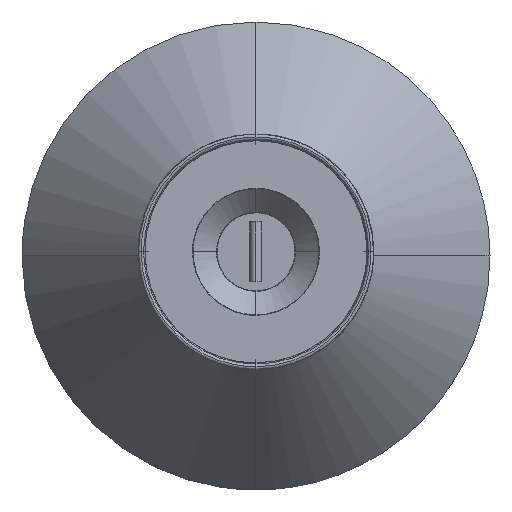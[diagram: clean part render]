
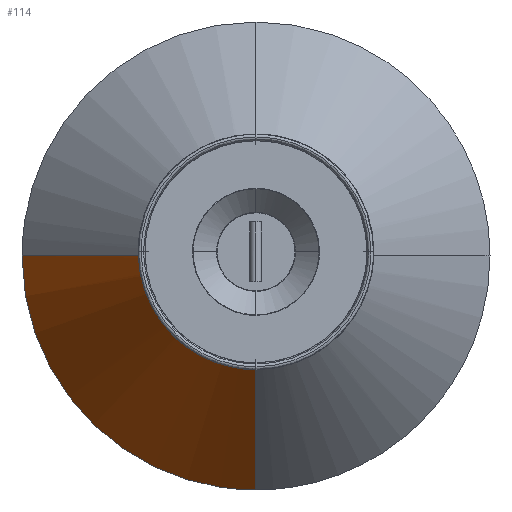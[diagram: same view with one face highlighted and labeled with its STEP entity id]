
A CAD part, top view. The second image highlights one B-rep face of the part: STEP entity #114.
In plain terms, the highlighted free-form (B-spline) face has degree [2, 1] with [3, 2] control points.
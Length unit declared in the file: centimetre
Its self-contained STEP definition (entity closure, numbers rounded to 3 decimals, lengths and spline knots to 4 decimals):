
#114=ADVANCED_FACE($,(#204),#1034,.T.);
#204=FACE_OUTER_BOUND($,#296,.T.);
#296=EDGE_LOOP($,(#646,#647,#648,#649));
#646=ORIENTED_EDGE($,*,*,#842,.T.);
#647=ORIENTED_EDGE($,*,*,#845,.T.);
#648=ORIENTED_EDGE($,*,*,#843,.T.);
#649=ORIENTED_EDGE($,*,*,#844,.T.);
#842=EDGE_CURVE($,#958,#959,#1192,.T.);
#843=EDGE_CURVE($,#960,#961,#1193,.T.);
#844=EDGE_CURVE($,#961,#958,#1194,.T.);
#845=EDGE_CURVE($,#959,#960,#1195,.T.);
#958=VERTEX_POINT($,#3356);
#959=VERTEX_POINT($,#3357);
#960=VERTEX_POINT($,#3358);
#961=VERTEX_POINT($,#3359);
#1034=(
BOUNDED_SURFACE()
B_SPLINE_SURFACE(2,1,((#3330,#3331),(#3332,#3333),(#3334,#3335)),.UNSPECIFIED.,
.F.,.F.,.F.)
B_SPLINE_SURFACE_WITH_KNOTS((3,3),(2,2),(326.4806,489.7208),
(50.,325.),.UNSPECIFIED.)
GEOMETRIC_REPRESENTATION_ITEM()
RATIONAL_B_SPLINE_SURFACE(((1.,1.),(0.707,0.707),
(1.,1.)))
REPRESENTATION_ITEM($)
SURFACE()
);
#1192=(
BOUNDED_CURVE()
B_SPLINE_CURVE(2,(#3164,#3165,#3166),.UNSPECIFIED.,.F.,.F.)
B_SPLINE_CURVE_WITH_KNOTS((3,3),(306.3053,612.6106),.UNSPECIFIED.)
CURVE()
GEOMETRIC_REPRESENTATION_ITEM()
RATIONAL_B_SPLINE_CURVE((1.,0.707,1.))
REPRESENTATION_ITEM($)
);
#1193=(
BOUNDED_CURVE()
B_SPLINE_CURVE(2,(#3167,#3168,#3169),.UNSPECIFIED.,.F.,.F.)
B_SPLINE_CURVE_WITH_KNOTS((3,3),(0.,47.1239),.UNSPECIFIED.)
CURVE()
GEOMETRIC_REPRESENTATION_ITEM()
RATIONAL_B_SPLINE_CURVE((1.,0.707,1.))
REPRESENTATION_ITEM($)
);
#1194=(
BOUNDED_CURVE()
B_SPLINE_CURVE(1,(#3170,#3171),.UNSPECIFIED.,.F.,.F.)
B_SPLINE_CURVE_WITH_KNOTS((2,2),(50.,325.),.UNSPECIFIED.)
CURVE()
GEOMETRIC_REPRESENTATION_ITEM()
RATIONAL_B_SPLINE_CURVE((1.,1.))
REPRESENTATION_ITEM($)
);
#1195=(
BOUNDED_CURVE()
B_SPLINE_CURVE(1,(#3172,#3173),.UNSPECIFIED.,.F.,.F.)
B_SPLINE_CURVE_WITH_KNOTS((2,2),(-325.,-50.),.UNSPECIFIED.)
CURVE()
GEOMETRIC_REPRESENTATION_ITEM()
RATIONAL_B_SPLINE_CURVE((1.,1.))
REPRESENTATION_ITEM($)
);
#3164=CARTESIAN_POINT($,(-195.,0.,0.));
#3165=CARTESIAN_POINT($,(-195.,-195.,0.));
#3166=CARTESIAN_POINT($,(0.,-195.,0.));
#3167=CARTESIAN_POINT($,(0.,-30.,220.));
#3168=CARTESIAN_POINT($,(-30.,-30.,220.));
#3169=CARTESIAN_POINT($,(-30.,0.,220.));
#3170=CARTESIAN_POINT($,(-30.,0.,220.));
#3171=CARTESIAN_POINT($,(-195.,0.,0.));
#3172=CARTESIAN_POINT($,(0.,-195.,0.));
#3173=CARTESIAN_POINT($,(0.,-30.,220.));
#3330=CARTESIAN_POINT($,(0.,-30.,220.));
#3331=CARTESIAN_POINT($,(0.,-195.,0.));
#3332=CARTESIAN_POINT($,(-30.,-30.,220.));
#3333=CARTESIAN_POINT($,(-195.,-195.,0.));
#3334=CARTESIAN_POINT($,(-30.,0.,220.));
#3335=CARTESIAN_POINT($,(-195.,0.,0.));
#3356=CARTESIAN_POINT($,(-195.,0.,0.));
#3357=CARTESIAN_POINT($,(0.,-195.,0.));
#3358=CARTESIAN_POINT($,(0.,-30.,220.));
#3359=CARTESIAN_POINT($,(-30.,0.,220.));
